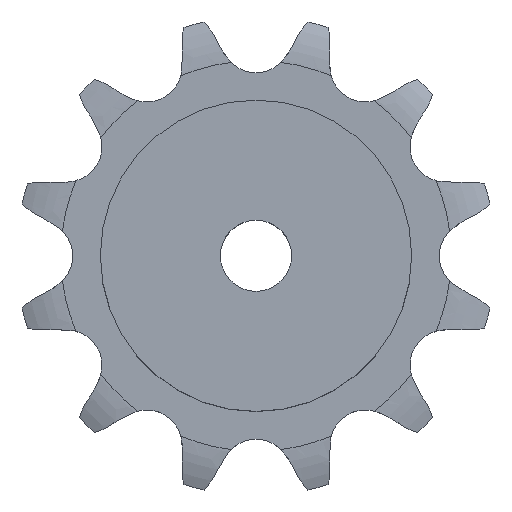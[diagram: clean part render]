
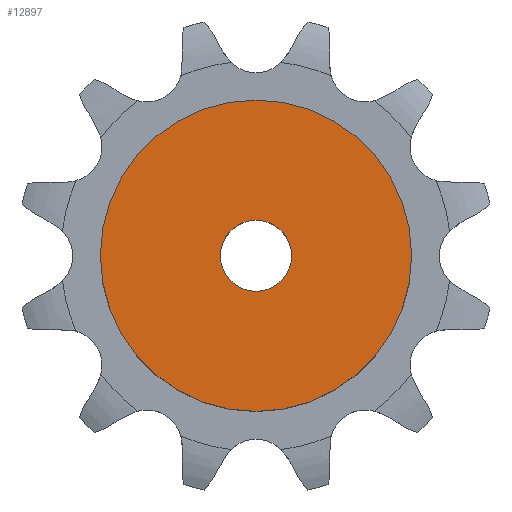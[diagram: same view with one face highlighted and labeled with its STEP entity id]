
A CAD part, top view. The second image highlights one B-rep face of the part: STEP entity #12897.
In plain terms, the highlighted planar face has unit normal (0, 0, 1).
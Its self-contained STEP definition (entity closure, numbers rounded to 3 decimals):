
#2079 = CYLINDRICAL_SURFACE('',#2080,17.5);
#2080 = AXIS2_PLACEMENT_3D('',#2081,#2082,#2083);
#2081 = CARTESIAN_POINT('',(0.,0.,0.));
#2082 = DIRECTION('',(-0.,-0.,-1.));
#2083 = DIRECTION('',(1.,0.,0.));
#8330 = VERTEX_POINT('',#8331);
#8331 = CARTESIAN_POINT('',(17.5,0.,16.));
#8352 = EDGE_CURVE('',#8330,#8330,#8353,.T.);
#8353 = SURFACE_CURVE('',#8354,(#8359,#8366),.PCURVE_S1.);
#8354 = CIRCLE('',#8355,17.5);
#8355 = AXIS2_PLACEMENT_3D('',#8356,#8357,#8358);
#8356 = CARTESIAN_POINT('',(0.,0.,16.));
#8357 = DIRECTION('',(0.,0.,1.));
#8358 = DIRECTION('',(1.,0.,0.));
#8359 = PCURVE('',#2079,#8360);
#8360 = DEFINITIONAL_REPRESENTATION('',(#8361),#8365);
#8361 = LINE('',#8362,#8363);
#8362 = CARTESIAN_POINT('',(-0.,-16.));
#8363 = VECTOR('',#8364,1.);
#8364 = DIRECTION('',(-1.,0.));
#8365 = ( GEOMETRIC_REPRESENTATION_CONTEXT(2) 
PARAMETRIC_REPRESENTATION_CONTEXT() REPRESENTATION_CONTEXT('2D SPACE',''
  ) );
#8366 = PCURVE('',#8367,#8372);
#8367 = PLANE('',#8368);
#8368 = AXIS2_PLACEMENT_3D('',#8369,#8370,#8371);
#8369 = CARTESIAN_POINT('',(0.,0.,16.));
#8370 = DIRECTION('',(0.,0.,1.));
#8371 = DIRECTION('',(1.,0.,0.));
#8372 = DEFINITIONAL_REPRESENTATION('',(#8373),#8377);
#8373 = CIRCLE('',#8374,17.5);
#8374 = AXIS2_PLACEMENT_2D('',#8375,#8376);
#8375 = CARTESIAN_POINT('',(0.,0.));
#8376 = DIRECTION('',(1.,0.));
#8377 = ( GEOMETRIC_REPRESENTATION_CONTEXT(2) 
PARAMETRIC_REPRESENTATION_CONTEXT() REPRESENTATION_CONTEXT('2D SPACE',''
  ) );
#11027 = CYLINDRICAL_SURFACE('',#11028,4.);
#11028 = AXIS2_PLACEMENT_3D('',#11029,#11030,#11031);
#11029 = CARTESIAN_POINT('',(0.,0.,90.74));
#11030 = DIRECTION('',(0.,0.,1.));
#11031 = DIRECTION('',(1.,0.,0.));
#12897 = ADVANCED_FACE('',(#12898,#12901),#8367,.T.);
#12898 = FACE_BOUND('',#12899,.T.);
#12899 = EDGE_LOOP('',(#12900));
#12900 = ORIENTED_EDGE('',*,*,#8352,.T.);
#12901 = FACE_BOUND('',#12902,.T.);
#12902 = EDGE_LOOP('',(#12903));
#12903 = ORIENTED_EDGE('',*,*,#12904,.F.);
#12904 = EDGE_CURVE('',#12905,#12905,#12907,.T.);
#12905 = VERTEX_POINT('',#12906);
#12906 = CARTESIAN_POINT('',(4.,0.,16.));
#12907 = SURFACE_CURVE('',#12908,(#12913,#12920),.PCURVE_S1.);
#12908 = CIRCLE('',#12909,4.);
#12909 = AXIS2_PLACEMENT_3D('',#12910,#12911,#12912);
#12910 = CARTESIAN_POINT('',(0.,0.,16.));
#12911 = DIRECTION('',(0.,0.,1.));
#12912 = DIRECTION('',(1.,0.,0.));
#12913 = PCURVE('',#8367,#12914);
#12914 = DEFINITIONAL_REPRESENTATION('',(#12915),#12919);
#12915 = CIRCLE('',#12916,4.);
#12916 = AXIS2_PLACEMENT_2D('',#12917,#12918);
#12917 = CARTESIAN_POINT('',(0.,0.));
#12918 = DIRECTION('',(1.,0.));
#12919 = ( GEOMETRIC_REPRESENTATION_CONTEXT(2) 
PARAMETRIC_REPRESENTATION_CONTEXT() REPRESENTATION_CONTEXT('2D SPACE',''
  ) );
#12920 = PCURVE('',#11027,#12921);
#12921 = DEFINITIONAL_REPRESENTATION('',(#12922),#12926);
#12922 = LINE('',#12923,#12924);
#12923 = CARTESIAN_POINT('',(0.,-74.74));
#12924 = VECTOR('',#12925,1.);
#12925 = DIRECTION('',(1.,0.));
#12926 = ( GEOMETRIC_REPRESENTATION_CONTEXT(2) 
PARAMETRIC_REPRESENTATION_CONTEXT() REPRESENTATION_CONTEXT('2D SPACE',''
  ) );
